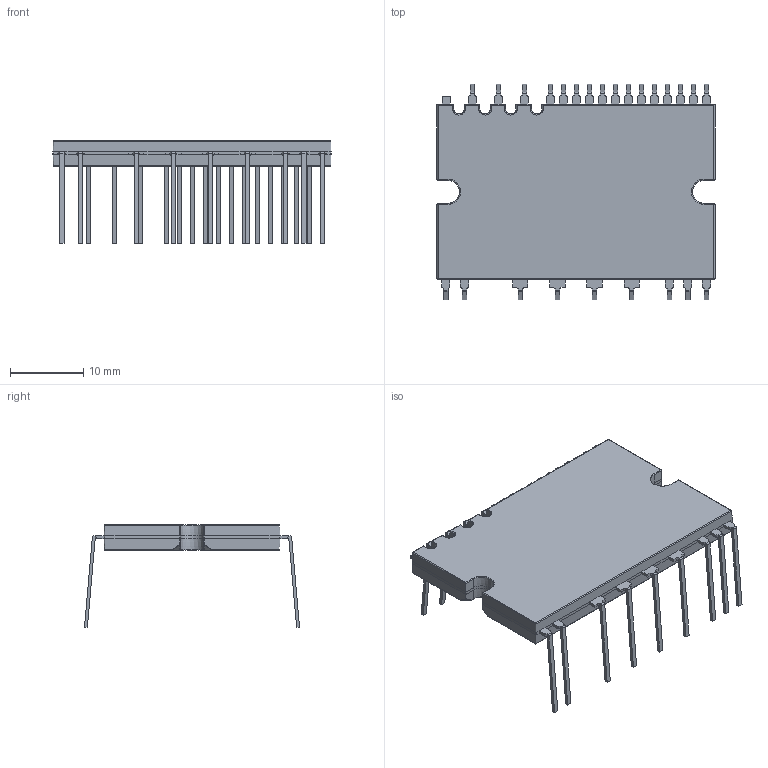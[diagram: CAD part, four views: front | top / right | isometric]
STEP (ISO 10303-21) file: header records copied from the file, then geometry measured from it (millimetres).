
FILE_DESCRIPTION(/* description */ ('Unknown'),/* implementation_level */ '2;1');
FILE_NAME(/* name */ 'STGIF7CH60TS-L',/* time_stamp */ '2023-11-06T10:52:44+02:00',/* author */ ('Unknown'),/* organization */ ('Unknown'),/* preprocessor_version */ 'ST-DEVELOPER v18.102',/* originating_system */ 'Solid Edge',/* authorisation */ 'Unknown');
FILE_SCHEMA (('AUTOMOTIVE_DESIGN {1 0 10303 214 3 1 1}'));
Length unit declared in the file: millimetre
Products named in the file (1): STGIF7CH60TS-L
Bounding box: 38 x 29.4 x 14 mm (x, y, z)
Volume: 3184.7 mm3; surface area: 2966.8 mm2
Topology: 1 solids, 1 shells, 592 faces, 1528 edges, 934 vertices
Faces by surface type: plane 428, cylinder 136, cone 12, torus 12, sphere 4
Entity records: 21778 total; most frequent: CARTESIAN_POINT 3267, ORIENTED_EDGE 3048, DIRECTION 2896, EDGE_CURVE 1524, LINE 1194, VECTOR 1194, VERTEX_POINT 934, AXIS2_PLACEMENT_3D 851
